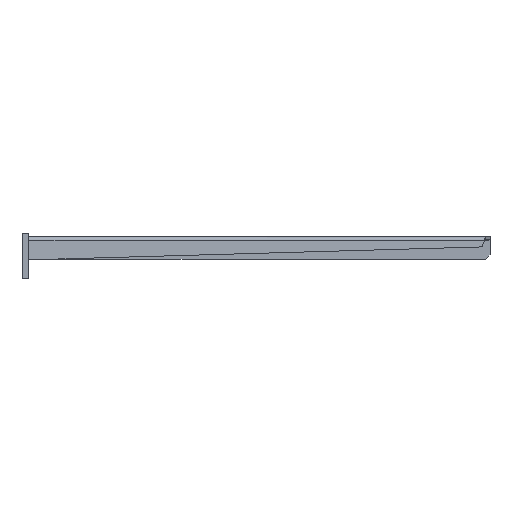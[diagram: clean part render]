
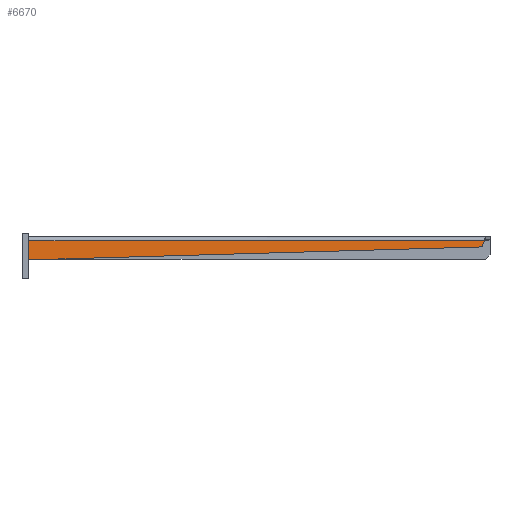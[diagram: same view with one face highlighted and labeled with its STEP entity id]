
A CAD part, front view. The second image highlights one B-rep face of the part: STEP entity #6670.
In plain terms, the highlighted planar face has unit normal (0.095, -0.996, 0).
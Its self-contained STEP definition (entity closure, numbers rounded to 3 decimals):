
#1117=DIRECTION('',(-0.995,-0.095,0.));
#1118=VECTOR('',#1117,406.773);
#1119=CARTESIAN_POINT('',(405.121,-8.803,-3.4));
#1120=LINE('',#1119,#1118);
#1121=DIRECTION('',(0.348,0.033,0.937));
#1122=VECTOR('',#1121,5.893);
#1123=CARTESIAN_POINT('',(403.071,-8.999,
-8.921));
#1124=LINE('',#1123,#1122);
#1125=DIRECTION('',(0.995,0.095,0.028));
#1126=VECTOR('',#1125,404.866);
#1127=CARTESIAN_POINT('',(0.207,-47.528,
-20.421));
#1128=LINE('',#1127,#1126);
#1129=DIRECTION('',(0.001,0.,-1.));
#1130=VECTOR('',#1129,17.021);
#1131=CARTESIAN_POINT('',(0.196,-47.529,
-3.4));
#1132=LINE('',#1131,#1130);
#1133=CARTESIAN_POINT('',(405.121,-8.803,-3.4));
#1146=CARTESIAN_POINT('',(0.196,-47.529,
-3.4));
#5296=CARTESIAN_POINT('',(0.207,-47.528,
-20.421));
#5298=VERTEX_POINT('',#5296);
#5340=VERTEX_POINT('',#1133);
#5740=CARTESIAN_POINT('',(403.071,-8.999,
-8.921));
#5742=VERTEX_POINT('',#5740);
#5971=VERTEX_POINT('',#1146);
#6656=CARTESIAN_POINT('',(4.506,-47.117,44.231));
#6657=DIRECTION('',(-0.095,0.995,0.));
#6658=DIRECTION('',(-0.991,-0.095,0.095));
#6659=AXIS2_PLACEMENT_3D('',#6656,#6657,#6658);
#6660=PLANE('',#6659);
#6662=ORIENTED_EDGE('',*,*,#6661,.F.);
#6664=ORIENTED_EDGE('',*,*,#6663,.F.);
#6666=ORIENTED_EDGE('',*,*,#6665,.F.);
#6667=ORIENTED_EDGE('',*,*,#6646,.F.);
#6668=EDGE_LOOP('',(#6662,#6664,#6666,#6667));
#6669=FACE_OUTER_BOUND('',#6668,.F.);
#6670=ADVANCED_FACE('',(#6669),#6660,.F.);
#6646=EDGE_CURVE('',#5971,#5298,#1132,.T.);
#6661=EDGE_CURVE('',#5340,#5971,#1120,.T.);
#6663=EDGE_CURVE('',#5742,#5340,#1124,.T.);
#6665=EDGE_CURVE('',#5298,#5742,#1128,.T.);
